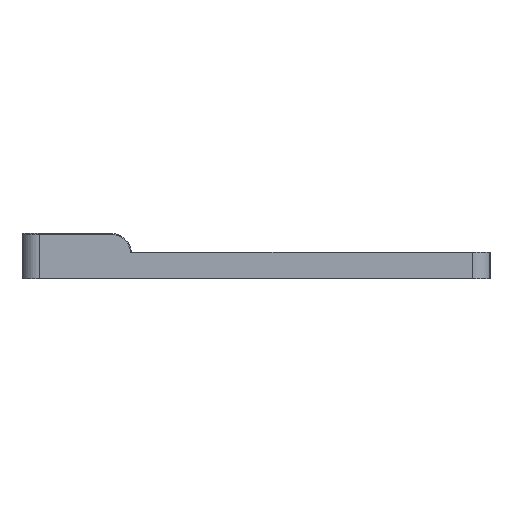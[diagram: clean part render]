
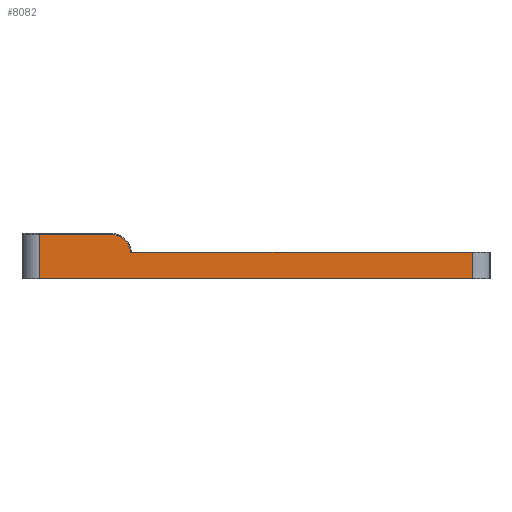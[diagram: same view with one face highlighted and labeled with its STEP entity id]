
A CAD part, left-side view. The second image highlights one B-rep face of the part: STEP entity #8082.
In plain terms, the highlighted planar face has unit normal (-1, 0, 0).
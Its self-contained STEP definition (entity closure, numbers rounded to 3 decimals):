
#854=PLANE('',#8519);
#872=LINE('',#10040,#1449);
#881=LINE('',#10071,#1458);
#1418=LINE('',#16374,#1995);
#1426=LINE('',#16409,#2003);
#1432=LINE('',#16420,#2009);
#1449=VECTOR('',#8601,10.);
#1458=VECTOR('',#8632,10.);
#1995=VECTOR('',#9871,10.);
#2003=VECTOR('',#9925,10.);
#2009=VECTOR('',#9941,10.);
#2553=FACE_OUTER_BOUND('',#3040,.T.);
#3040=EDGE_LOOP('',(#7578,#7579,#7580,#7581,#7582,#7583));
#3205=CIRCLE('',#8493,5.75);
#3234=VERTEX_POINT('',#10028);
#3235=VERTEX_POINT('',#10039);
#3245=VERTEX_POINT('',#10068);
#3246=VERTEX_POINT('',#10070);
#3972=VERTEX_POINT('',#16368);
#3973=VERTEX_POINT('',#16372);
#4014=EDGE_CURVE('',#3234,#3235,#872,.T.);
#4029=EDGE_CURVE('',#3246,#3245,#881,.T.);
#5164=EDGE_CURVE('',#3972,#3973,#1418,.T.);
#5166=EDGE_CURVE('',#3973,#3234,#3205,.T.);
#5178=EDGE_CURVE('',#3235,#3245,#1426,.T.);
#5184=EDGE_CURVE('',#3246,#3972,#1432,.T.);
#7578=ORIENTED_EDGE('',*,*,#5178,.F.);
#7579=ORIENTED_EDGE('',*,*,#4014,.F.);
#7580=ORIENTED_EDGE('',*,*,#5166,.F.);
#7581=ORIENTED_EDGE('',*,*,#5164,.F.);
#7582=ORIENTED_EDGE('',*,*,#5184,.F.);
#7583=ORIENTED_EDGE('',*,*,#4029,.T.);
#8082=ADVANCED_FACE('',(#2553),#854,.T.);
#8493=AXIS2_PLACEMENT_3D('',#16377,#9876,#9877);
#8519=AXIS2_PLACEMENT_3D('',#16421,#9942,#9943);
#8601=DIRECTION('',(0.,-1.,0.));
#8632=DIRECTION('',(0.,-1.,0.));
#9871=DIRECTION('',(0.,-1.,0.));
#9876=DIRECTION('center_axis',(1.,0.,0.));
#9877=DIRECTION('ref_axis',(0.,-0.674,0.738));
#9925=DIRECTION('',(0.,0.,-1.));
#9941=DIRECTION('',(0.,0.,1.));
#9942=DIRECTION('center_axis',(-1.,0.,0.));
#9943=DIRECTION('ref_axis',(0.,-1.,0.));
#10028=CARTESIAN_POINT('',(0.,103.03,7.5));
#10039=CARTESIAN_POINT('',(0.,5.,7.5));
#10040=CARTESIAN_POINT('',(0.,134.164,7.5));
#10068=CARTESIAN_POINT('',(0.,5.,0.));
#10070=CARTESIAN_POINT('',(0.,129.164,0.));
#10071=CARTESIAN_POINT('',(0.,134.164,0.));
#16368=CARTESIAN_POINT('',(0.,129.164,12.708));
#16372=CARTESIAN_POINT('',(0.,108.755,12.708));
#16374=CARTESIAN_POINT('',(0.,127.601,12.708));
#16377=CARTESIAN_POINT('Origin',(0.,108.755,6.958));
#16409=CARTESIAN_POINT('',(0.,5.,0.));
#16420=CARTESIAN_POINT('',(0.,129.164,0.));
#16421=CARTESIAN_POINT('Origin',(0.,134.164,0.));
